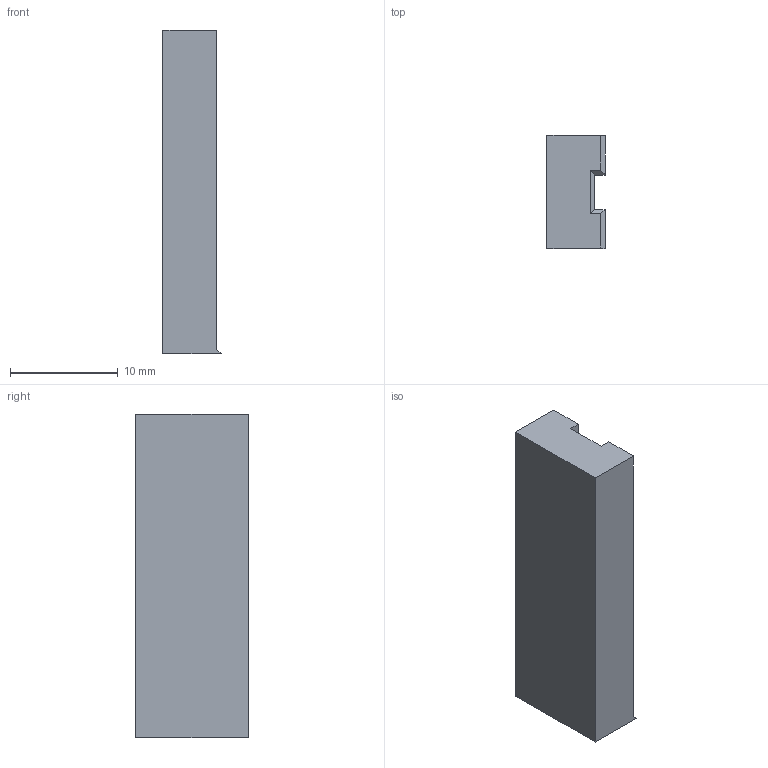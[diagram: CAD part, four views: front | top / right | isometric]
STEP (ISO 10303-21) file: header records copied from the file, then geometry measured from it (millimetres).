
FILE_DESCRIPTION(('FreeCAD Model'),'2;1');
FILE_NAME('T-slot-align-chamfer-cut.step','2020-05-09T14:32:43',('Author'),(''), 'Open CASCADE STEP processor 7.3','FreeCAD','Unknown');
FILE_SCHEMA(('AUTOMOTIVE_DESIGN { 1 0 10303 214 1 1 1 1 }'));
Length unit declared in the file: millimetre
Products named in the file (1): T-slot-align-chamfer-cut
Bounding box: 5.4 x 10.45 x 30 mm (x, y, z)
Volume: 1448.5 mm3; surface area: 1090.7 mm2
Topology: 1 solids, 1 shells, 15 faces, 35 edges, 22 vertices
Faces by surface type: plane 15
Entity records: 893 total; most frequent: CARTESIAN_POINT 143, DIRECTION 137, LINE 105, VECTOR 105, ORIENTED_EDGE 70, PCURVE 70, DEFINITIONAL_REPRESENTATION 70, EDGE_CURVE 35
